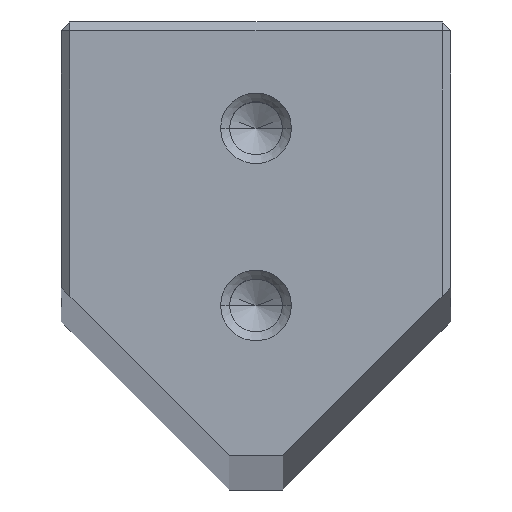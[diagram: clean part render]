
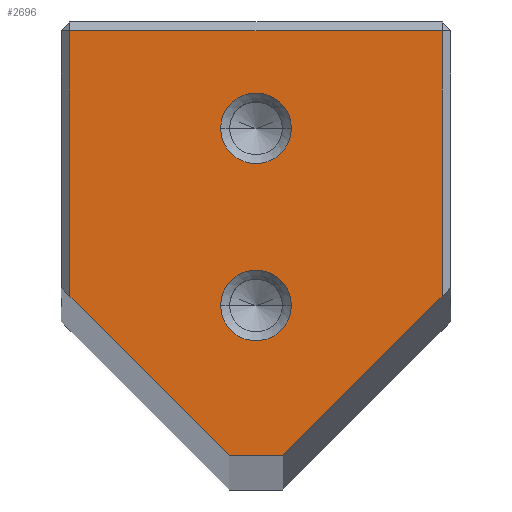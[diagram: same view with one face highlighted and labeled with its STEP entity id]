
A CAD part, top view. The second image highlights one B-rep face of the part: STEP entity #2696.
In plain terms, the highlighted planar face has unit normal (0, 0, 1).
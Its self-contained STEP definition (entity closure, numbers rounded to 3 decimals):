
#2696=ADVANCED_FACE('',(#3717,#3718,#3719),#3061,.T.);
#3061=PLANE('',#10093);
#3313=CIRCLE('',#9885,2.);
#3315=CIRCLE('',#9888,2.);
#3452=CIRCLE('',#10091,2.);
#3453=CIRCLE('',#10092,2.);
#3717=FACE_BOUND('',#3880,.T.);
#3718=FACE_BOUND('',#3881,.T.);
#3719=FACE_BOUND('',#3882,.T.);
#3880=EDGE_LOOP('',(#4886,#4887));
#3881=EDGE_LOOP('',(#4888,#4889));
#3882=EDGE_LOOP('',(#4890,#4891,#4892,#4893,#4894,#4895));
#4886=ORIENTED_EDGE('',*,*,#7519,.T.);
#4887=ORIENTED_EDGE('',*,*,#7776,.T.);
#4888=ORIENTED_EDGE('',*,*,#7515,.T.);
#4889=ORIENTED_EDGE('',*,*,#7777,.T.);
#4890=ORIENTED_EDGE('',*,*,#7750,.T.);
#4891=ORIENTED_EDGE('',*,*,#7778,.T.);
#4892=ORIENTED_EDGE('',*,*,#7779,.T.);
#4893=ORIENTED_EDGE('',*,*,#7780,.T.);
#4894=ORIENTED_EDGE('',*,*,#7756,.T.);
#4895=ORIENTED_EDGE('',*,*,#7752,.T.);
#6771=VERTEX_POINT('',#13005);
#6772=VERTEX_POINT('',#13007);
#6775=VERTEX_POINT('',#13014);
#6776=VERTEX_POINT('',#13016);
#6943=VERTEX_POINT('',#13474);
#6944=VERTEX_POINT('',#13476);
#6945=VERTEX_POINT('',#13480);
#6948=VERTEX_POINT('',#13488);
#6955=VERTEX_POINT('',#13520);
#6956=VERTEX_POINT('',#13522);
#7515=EDGE_CURVE('',#6772,#6771,#3313,.T.);
#7519=EDGE_CURVE('',#6776,#6775,#3315,.T.);
#7750=EDGE_CURVE('',#6944,#6943,#8639,.T.);
#7752=EDGE_CURVE('',#6945,#6944,#8641,.T.);
#7756=EDGE_CURVE('',#6948,#6945,#8645,.T.);
#7776=EDGE_CURVE('',#6775,#6776,#3452,.T.);
#7777=EDGE_CURVE('',#6771,#6772,#3453,.T.);
#7778=EDGE_CURVE('',#6943,#6955,#8654,.T.);
#7779=EDGE_CURVE('',#6955,#6956,#8655,.T.);
#7780=EDGE_CURVE('',#6956,#6948,#8656,.T.);
#8639=LINE('',#13475,#9381);
#8641=LINE('',#13479,#9383);
#8645=LINE('',#13487,#9387);
#8654=LINE('',#13519,#9396);
#8655=LINE('',#13521,#9397);
#8656=LINE('',#13523,#9398);
#9381=VECTOR('',#11120,1.);
#9383=VECTOR('',#11124,1.);
#9387=VECTOR('',#11130,1.);
#9396=VECTOR('',#11171,1.);
#9397=VECTOR('',#11172,1.);
#9398=VECTOR('',#11173,1.);
#9885=AXIS2_PLACEMENT_3D('',#13006,#10633,#10634);
#9888=AXIS2_PLACEMENT_3D('',#13015,#10641,#10642);
#10091=AXIS2_PLACEMENT_3D('',#13517,#11167,#11168);
#10092=AXIS2_PLACEMENT_3D('',#13518,#11169,#11170);
#10093=AXIS2_PLACEMENT_3D('',#13524,#11174,#11175);
#10633=DIRECTION('',(0.,0.,-1.));
#10634=DIRECTION('',(1.,0.,0.));
#10641=DIRECTION('',(0.,0.,-1.));
#10642=DIRECTION('',(1.,0.,0.));
#11120=DIRECTION('',(0.707,0.707,0.));
#11124=DIRECTION('',(1.,0.,0.));
#11130=DIRECTION('',(0.707,-0.707,0.));
#11167=DIRECTION('',(0.,0.,-1.));
#11168=DIRECTION('',(1.,0.,0.));
#11169=DIRECTION('',(0.,0.,-1.));
#11170=DIRECTION('',(1.,0.,0.));
#11171=DIRECTION('',(0.,1.,0.));
#11172=DIRECTION('',(-1.,0.,0.));
#11173=DIRECTION('',(0.,-1.,0.));
#11174=DIRECTION('',(0.,0.,1.));
#11175=DIRECTION('',(1.,0.,0.));
#13005=CARTESIAN_POINT('',(-2.,38.,0.));
#13006=CARTESIAN_POINT('',(0.,38.,0.));
#13007=CARTESIAN_POINT('',(2.,38.,0.));
#13014=CARTESIAN_POINT('',(-2.,28.,0.));
#13015=CARTESIAN_POINT('',(0.,28.,0.));
#13016=CARTESIAN_POINT('',(2.,28.,0.));
#13474=CARTESIAN_POINT('',(10.5,28.5,0.));
#13475=CARTESIAN_POINT('',(1.5,19.5,0.));
#13476=CARTESIAN_POINT('',(1.5,19.5,0.));
#13479=CARTESIAN_POINT('',(-1.5,19.5,0.));
#13480=CARTESIAN_POINT('',(-1.5,19.5,0.));
#13487=CARTESIAN_POINT('',(-1.5,19.5,0.));
#13488=CARTESIAN_POINT('',(-10.5,28.5,0.));
#13517=CARTESIAN_POINT('',(0.,28.,0.));
#13518=CARTESIAN_POINT('',(0.,38.,0.));
#13519=CARTESIAN_POINT('',(10.5,18.,0.));
#13520=CARTESIAN_POINT('',(10.5,43.5,0.));
#13521=CARTESIAN_POINT('',(0.,43.5,0.));
#13522=CARTESIAN_POINT('',(-10.5,43.5,0.));
#13523=CARTESIAN_POINT('',(-10.5,18.,0.));
#13524=CARTESIAN_POINT('',(0.,18.,0.));
